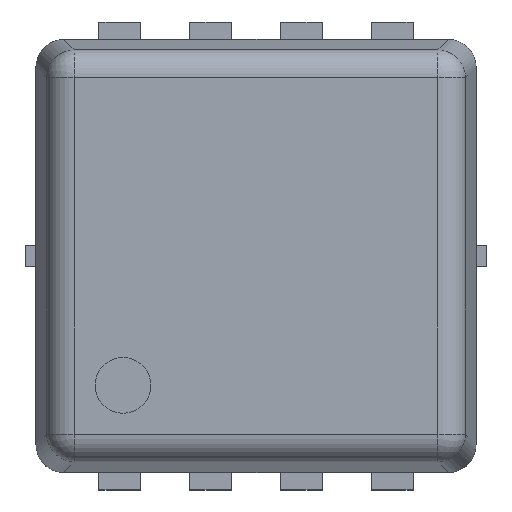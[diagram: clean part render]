
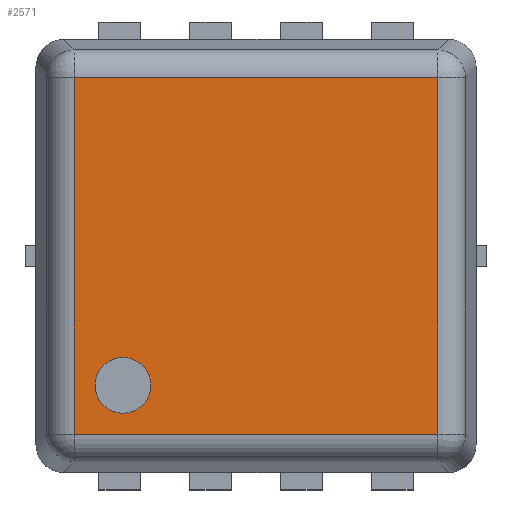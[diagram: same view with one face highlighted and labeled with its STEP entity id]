
A CAD part, top view. The second image highlights one B-rep face of the part: STEP entity #2571.
In plain terms, the highlighted planar face has unit normal (0, 0, 1).
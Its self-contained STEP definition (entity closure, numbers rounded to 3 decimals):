
#19=FACE_BOUND('',#329,.T.);
#44=PLANE('',#2762);
#186=FACE_OUTER_BOUND('',#328,.T.);
#328=EDGE_LOOP('',(#1947,#1948,#1949,#1950));
#329=EDGE_LOOP('',(#1951));
#452=LINE('',#3620,#797);
#454=LINE('',#3637,#799);
#456=LINE('',#3640,#801);
#462=LINE('',#3659,#807);
#797=VECTOR('',#2933,10.);
#799=VECTOR('',#2953,10.);
#801=VECTOR('',#2957,10.);
#807=VECTOR('',#2977,10.);
#1136=CIRCLE('',#2708,0.2);
#1154=VERTEX_POINT('',#3572);
#1162=VERTEX_POINT('',#3592);
#1173=VERTEX_POINT('',#3615);
#1176=VERTEX_POINT('',#3625);
#1179=VERTEX_POINT('',#3632);
#1400=EDGE_CURVE('',#1154,#1154,#1136,.T.);
#1422=EDGE_CURVE('',#1162,#1173,#452,.T.);
#1430=EDGE_CURVE('',#1173,#1179,#454,.T.);
#1432=EDGE_CURVE('',#1179,#1176,#456,.T.);
#1442=EDGE_CURVE('',#1176,#1162,#462,.T.);
#1947=ORIENTED_EDGE('',*,*,#1422,.F.);
#1948=ORIENTED_EDGE('',*,*,#1442,.F.);
#1949=ORIENTED_EDGE('',*,*,#1432,.F.);
#1950=ORIENTED_EDGE('',*,*,#1430,.F.);
#1951=ORIENTED_EDGE('',*,*,#1400,.T.);
#2571=ADVANCED_FACE('',(#186,#19),#44,.T.);
#2708=AXIS2_PLACEMENT_3D('',#3573,#2883,#2884);
#2762=AXIS2_PLACEMENT_3D('',#3817,#3086,#3087);
#2883=DIRECTION('center_axis',(0.,0.,-1.));
#2884=DIRECTION('ref_axis',(-1.,0.,0.));
#2933=DIRECTION('',(0.,-1.,0.));
#2953=DIRECTION('',(-1.,0.,0.));
#2957=DIRECTION('',(0.,1.,0.));
#2977=DIRECTION('',(1.,0.,0.));
#3086=DIRECTION('center_axis',(0.,0.,1.));
#3087=DIRECTION('ref_axis',(1.,0.,0.));
#3572=CARTESIAN_POINT('',(-0.752,-0.927,0.75));
#3573=CARTESIAN_POINT('Origin',(-0.952,-0.927,0.75));
#3592=CARTESIAN_POINT('',(1.302,1.277,0.75));
#3615=CARTESIAN_POINT('',(1.302,-1.277,0.75));
#3620=CARTESIAN_POINT('',(1.302,-0.388,0.75));
#3625=CARTESIAN_POINT('',(-1.302,1.277,0.75));
#3632=CARTESIAN_POINT('',(-1.302,-1.277,0.75));
#3637=CARTESIAN_POINT('',(-0.394,-1.277,0.75));
#3640=CARTESIAN_POINT('',(-1.302,0.388,0.75));
#3659=CARTESIAN_POINT('',(0.394,1.277,0.75));
#3817=CARTESIAN_POINT('Origin',(0.,0.,
0.75));
